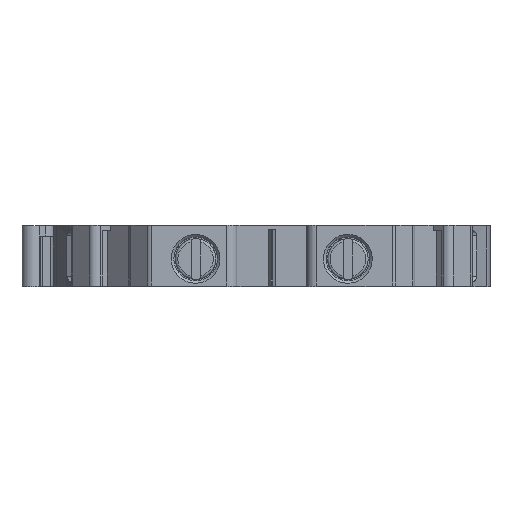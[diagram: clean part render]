
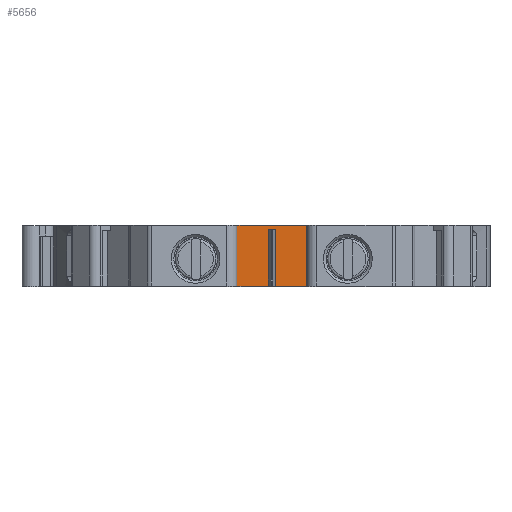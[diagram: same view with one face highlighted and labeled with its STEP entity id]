
A CAD part, top view. The second image highlights one B-rep face of the part: STEP entity #5656.
In plain terms, the highlighted planar face has unit normal (0, 0, 1).
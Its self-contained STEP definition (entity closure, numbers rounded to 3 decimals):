
#73=PLANE('',#6056);
#159=LINE('',#7771,#517);
#230=LINE('',#8034,#588);
#288=LINE('',#8210,#646);
#298=LINE('',#8230,#656);
#357=LINE('',#8394,#715);
#359=LINE('',#8398,#717);
#360=LINE('',#8400,#718);
#361=LINE('',#8401,#719);
#517=VECTOR('',#6435,1000.);
#588=VECTOR('',#6642,1000.);
#646=VECTOR('',#6814,1000.);
#656=VECTOR('',#6832,1000.);
#715=VECTOR('',#7013,1000.);
#717=VECTOR('',#7017,1000.);
#718=VECTOR('',#7018,1000.);
#719=VECTOR('',#7019,1000.);
#1575=ORIENTED_EDGE('',*,*,#2620,.F.);
#1576=ORIENTED_EDGE('',*,*,#2524,.F.);
#1577=ORIENTED_EDGE('',*,*,#2313,.F.);
#1578=ORIENTED_EDGE('',*,*,#2534,.T.);
#1579=ORIENTED_EDGE('',*,*,#2621,.F.);
#1580=ORIENTED_EDGE('',*,*,#2618,.T.);
#1581=ORIENTED_EDGE('',*,*,#2436,.F.);
#1582=ORIENTED_EDGE('',*,*,#2622,.F.);
#2313=EDGE_CURVE('',#2907,#2908,#159,.T.);
#2436=EDGE_CURVE('',#3010,#3011,#230,.T.);
#2524=EDGE_CURVE('',#2908,#3072,#288,.T.);
#2534=EDGE_CURVE('',#2907,#3077,#298,.T.);
#2618=EDGE_CURVE('',#3122,#3011,#357,.T.);
#2620=EDGE_CURVE('',#3072,#3123,#359,.T.);
#2621=EDGE_CURVE('',#3122,#3077,#360,.T.);
#2622=EDGE_CURVE('',#3123,#3010,#361,.T.);
#2907=VERTEX_POINT('',#7772);
#2908=VERTEX_POINT('',#7773);
#3010=VERTEX_POINT('',#8033);
#3011=VERTEX_POINT('',#8035);
#3072=VERTEX_POINT('',#8211);
#3077=VERTEX_POINT('',#8229);
#3122=VERTEX_POINT('',#8395);
#3123=VERTEX_POINT('',#8399);
#3542=EDGE_LOOP('',(#1575,#1576,#1577,#1578,#1579,#1580,#1581,#1582));
#3791=FACE_BOUND('',#3542,.T.);
#5656=ADVANCED_FACE('',(#3791),#73,.F.);
#6056=AXIS2_PLACEMENT_3D('',#8397,#7015,#7016);
#6435=DIRECTION('',(-1.,0.,0.));
#6642=DIRECTION('',(1.,0.,0.));
#6814=DIRECTION('',(0.,-1.,0.));
#6832=DIRECTION('',(0.,-1.,0.));
#7013=DIRECTION('',(0.,1.,0.));
#7015=DIRECTION('',(0.,0.,-1.));
#7016=DIRECTION('',(-1.,0.,0.));
#7017=DIRECTION('',(-1.,0.,0.));
#7018=DIRECTION('',(-1.,0.,0.));
#7019=DIRECTION('',(0.,1.,0.));
#7771=CARTESIAN_POINT('',(5.5,2.92,10.));
#7772=CARTESIAN_POINT('',(0.35,2.92,10.));
#7773=CARTESIAN_POINT('',(-0.35,2.92,10.));
#8033=CARTESIAN_POINT('',(-3.425,3.32,10.));
#8034=CARTESIAN_POINT('',(0.,3.32,10.));
#8035=CARTESIAN_POINT('',(3.425,3.32,10.));
#8210=CARTESIAN_POINT('',(-0.35,3.32,10.));
#8211=CARTESIAN_POINT('',(-0.35,-2.68,10.));
#8229=CARTESIAN_POINT('',(0.35,-2.68,10.));
#8230=CARTESIAN_POINT('',(0.35,3.32,10.));
#8394=CARTESIAN_POINT('',(3.425,-5.,10.));
#8395=CARTESIAN_POINT('',(3.425,-2.68,10.));
#8397=CARTESIAN_POINT('',(-3.425,-5.,10.));
#8398=CARTESIAN_POINT('',(0.,-2.68,10.));
#8399=CARTESIAN_POINT('',(-3.425,-2.68,10.));
#8400=CARTESIAN_POINT('',(0.,-2.68,10.));
#8401=CARTESIAN_POINT('',(-3.425,-5.,10.));
